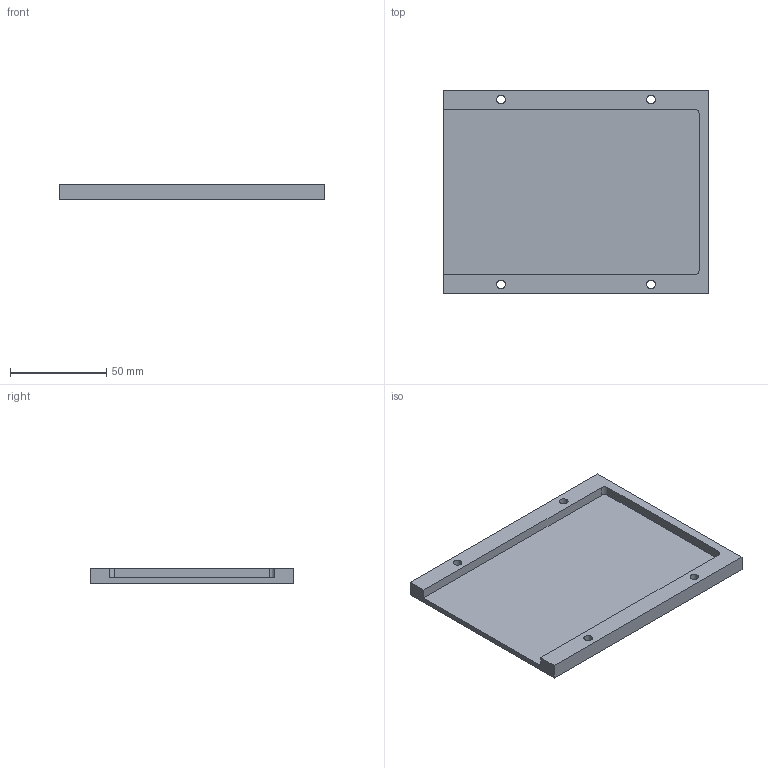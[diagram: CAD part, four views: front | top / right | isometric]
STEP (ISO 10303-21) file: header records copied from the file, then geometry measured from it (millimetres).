
FILE_DESCRIPTION( ( 'Unknown' ), '1' );
FILE_NAME( 'Bottom_part.stp', 'Unknown', ( 'Unknown' ), ( 'Unknown' ), 'XStep 1.0', 'Unknown', ' ' );
FILE_SCHEMA( ( 'CONFIG_CONTROL_DESIGN' ) );
Length unit declared in the file: millimetre
Products named in the file (1): 1
Bounding box: 138 x 106 x 8 mm (x, y, z)
Volume: 58720 mm3; surface area: 35002.3 mm2
Topology: 1 solids, 1 shells, 24 faces, 58 edges, 40 vertices
Faces by surface type: plane 14, cylinder 10
Full cylindrical faces by diameter (mm): 4.5 x4, 8 x4
Entity records: 698 total; most frequent: DIRECTION 116, CARTESIAN_POINT 107, ORIENTED_EDGE 92, EDGE_CURVE 46, AXIS2_PLACEMENT_3D 45, EDGE_LOOP 44, VERTEX_POINT 36, FACE_OUTER_BOUND 32
